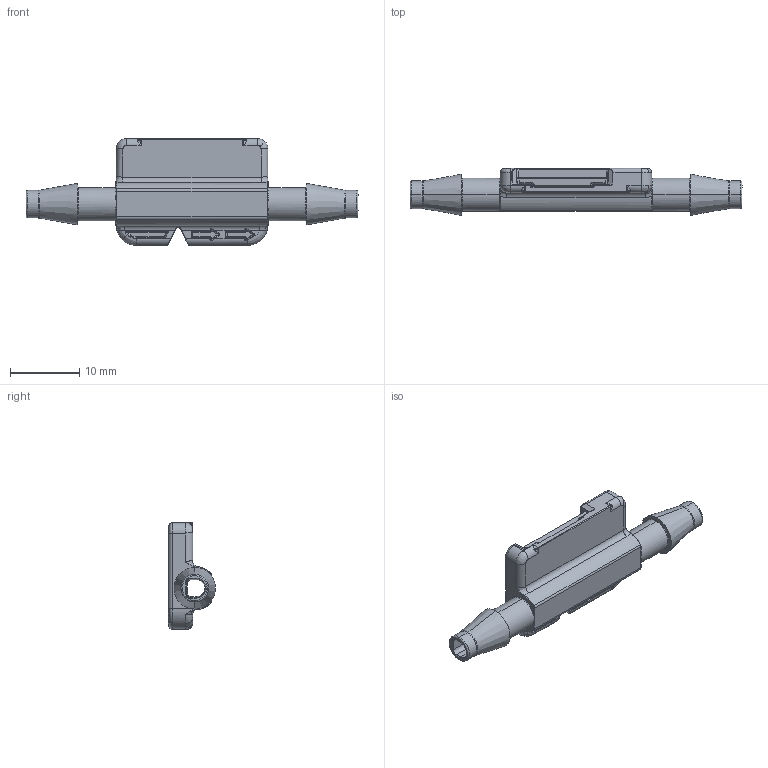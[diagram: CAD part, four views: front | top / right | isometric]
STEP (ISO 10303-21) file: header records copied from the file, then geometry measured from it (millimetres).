
FILE_DESCRIPTION (( 'STEP AP203' ), '1' );
FILE_NAME ('124628-00_Publikationsmodell LD20-2600B.step', '2017-08-02T12:25:07', ( 'IT' ), ( '' ), 'SwSTEP 2.0', 'SolidWorks 2015', '' );
FILE_SCHEMA (( 'CONFIG_CONTROL_DESIGN' ));
Length unit declared in the file: millimetre
Products named in the file (1): 124628-00_Publikationsmodell LD20-2600B
Bounding box: 48 x 6.8 x 15.47 mm (x, y, z)
Volume: 1522.3 mm3; surface area: 1908.1 mm2
Topology: 1 solids, 1 shells, 523 faces, 1252 edges, 700 vertices
Faces by surface type: cylinder 192, bspline 144, plane 123, sphere 34, torus 19, cone 11
Entity records: 16632 total; most frequent: CARTESIAN_POINT 6053, ORIENTED_EDGE 2434, DIRECTION 1978, EDGE_CURVE 1217, AXIS2_PLACEMENT_3D 736, VERTEX_POINT 700, EDGE_LOOP 529, ADVANCED_FACE 523
